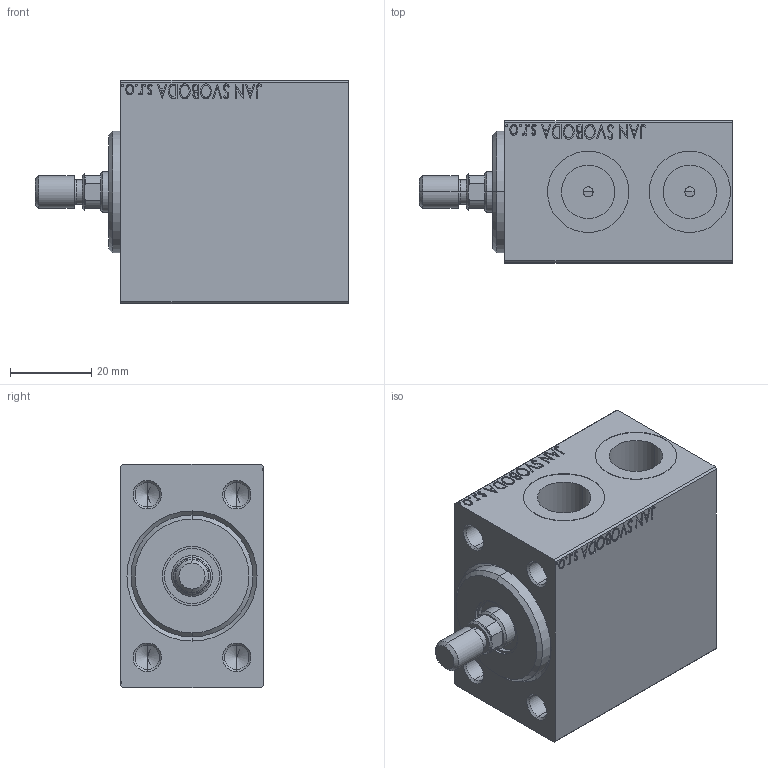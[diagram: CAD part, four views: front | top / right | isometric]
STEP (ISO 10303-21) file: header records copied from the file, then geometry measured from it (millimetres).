
FILE_DESCRIPTION (( 'STEP AP203' ), '1' );
FILE_NAME ('959e.STEP', '2022-04-17T14:07:38', ( '' ), ( '' ), 'SwSTEP 2.0', 'SolidWorks 2019', '' );
FILE_SCHEMA (( 'CONFIG_CONTROL_DESIGN' ));
Length unit declared in the file: millimetre
Products named in the file (5): V450CM_B_Body 5091ade8065c11ba72af5d58d2bfb530; V450CM_B_VCP 5091ade8065c11ba72af5d58d2bfb530; V450CM_MALE_METRIC 5091ade8065c11ba72af5d58d2bfb530; V450CM_VC_B 5091ade8065c11ba72af5d58d2bfb530; 959e
Assembly tree (4 placements, depth 2):
  959e
    V450CM_B_Body 5091ade8065c11ba72af5d58d2bfb530
    V450CM_B_VCP 5091ade8065c11ba72af5d58d2bfb530
    V450CM_VC_B 5091ade8065c11ba72af5d58d2bfb530
    V450CM_MALE_METRIC 5091ade8065c11ba72af5d58d2bfb530
Bounding box: 77 x 35 x 55 mm (x, y, z)
Volume: 103084 mm3; surface area: 26426.1 mm2
Topology: 4 solids, 4 shells, 895 faces, 2285 edges, 1495 vertices
Faces by surface type: plane 405, bspline 380, cylinder 58, cone 50, torus 2
Entity records: 44838 total; most frequent: CARTESIAN_POINT 25232, ORIENTED_EDGE 4534, DIRECTION 2691, EDGE_CURVE 2267, VERTEX_POINT 1495, LINE 1339, VECTOR 1339, EDGE_LOOP 1016
